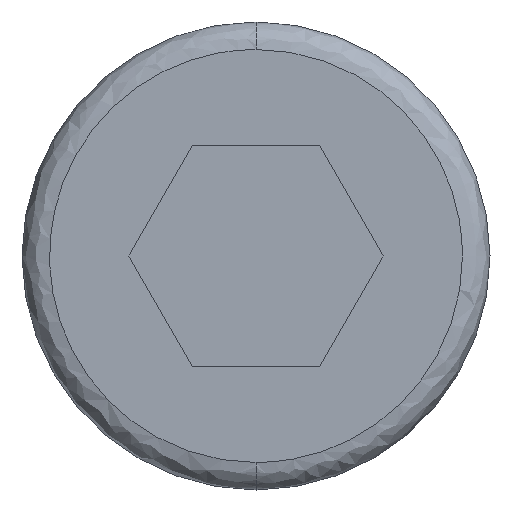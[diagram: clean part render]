
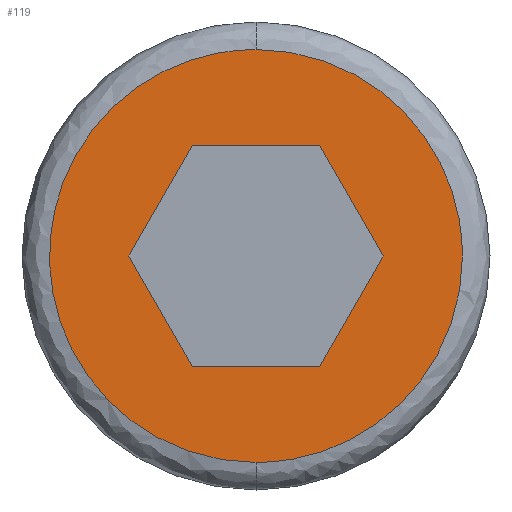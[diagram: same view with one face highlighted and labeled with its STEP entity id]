
A CAD part, front view. The second image highlights one B-rep face of the part: STEP entity #119.
In plain terms, the highlighted planar face has unit normal (0, -1, 0).
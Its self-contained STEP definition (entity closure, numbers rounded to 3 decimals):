
#10 = DIRECTION ( 'NONE',  ( -0.5, 0., 0.866 ) ) ;
#16 = CARTESIAN_POINT ( 'NONE',  ( 3.75, -5., -2.197 ) ) ;
#22 = VECTOR ( 'NONE', #103, 1000. ) ;
#52 = ORIENTED_EDGE ( 'NONE', *, *, #515, .F. ) ;
#70 = VERTEX_POINT ( 'NONE', #208 ) ;
#80 = LINE ( 'NONE', #636, #22 ) ;
#87 = CARTESIAN_POINT ( 'NONE',  ( 0., -5., 3.75 ) ) ;
#88 = EDGE_CURVE ( 'NONE', #633, #265, #442, .T. ) ;
#90 = CARTESIAN_POINT ( 'NONE',  ( -2.309, -5., 0. ) ) ;
#92 = EDGE_LOOP ( 'NONE', ( #52, #372, #484 ) ) ;
#103 = DIRECTION ( 'NONE',  ( 1., 0., 0. ) ) ;
#115 =( BOUNDED_CURVE ( )  B_SPLINE_CURVE ( 3, ( #481, #16, #248, #544 ),
 .UNSPECIFIED., .F., .F. ) 
 B_SPLINE_CURVE_WITH_KNOTS ( ( 4, 4 ),
 ( 0., 0.333 ),
 .UNSPECIFIED. ) 
 CURVE ( )  GEOMETRIC_REPRESENTATION_ITEM ( )  RATIONAL_B_SPLINE_CURVE ( ( 1., 0.805, 0.805, 1. ) ) 
 REPRESENTATION_ITEM ( '' )  );
#119 = ADVANCED_FACE ( 'NONE', ( #162, #567 ), #491, .T. ) ;
#120 = ORIENTED_EDGE ( 'NONE', *, *, #378, .T. ) ;
#133 = DIRECTION ( 'NONE',  ( 0.5, 0., -0.866 ) ) ;
#135 = DIRECTION ( 'NONE',  ( -1., 0., 0. ) ) ;
#146 = EDGE_LOOP ( 'NONE', ( #696, #120, #667, #274, #206, #196 ) ) ;
#150 = CARTESIAN_POINT ( 'NONE',  ( 0., -5., -3.75 ) ) ;
#162 = FACE_BOUND ( 'NONE', #146, .T. ) ;
#184 = DIRECTION ( 'NONE',  ( -0.5, 0., -0.866 ) ) ;
#185 = VECTOR ( 'NONE', #135, 1000. ) ;
#190 = CARTESIAN_POINT ( 'NONE',  ( 3.75, -5., 0. ) ) ;
#196 = ORIENTED_EDGE ( 'NONE', *, *, #657, .T. ) ;
#206 = ORIENTED_EDGE ( 'NONE', *, *, #88, .T. ) ;
#208 = CARTESIAN_POINT ( 'NONE',  ( 0., -5., -3.75 ) ) ;
#212 = CARTESIAN_POINT ( 'NONE',  ( -2.197, -5., 3.75 ) ) ;
#220 = VERTEX_POINT ( 'NONE', #522 ) ;
#225 = CARTESIAN_POINT ( 'NONE',  ( 0., -5., -2. ) ) ;
#248 = CARTESIAN_POINT ( 'NONE',  ( 2.197, -5., -3.75 ) ) ;
#260 = EDGE_CURVE ( 'NONE', #341, #669, #414, .T. ) ;
#263 = LINE ( 'NONE', #303, #505 ) ;
#265 = VERTEX_POINT ( 'NONE', #420 ) ;
#266 = DIRECTION ( 'NONE',  ( 0., -1., 0. ) ) ;
#273 = LINE ( 'NONE', #427, #613 ) ;
#274 = ORIENTED_EDGE ( 'NONE', *, *, #314, .T. ) ;
#282 = VECTOR ( 'NONE', #328, 1000. ) ;
#303 = CARTESIAN_POINT ( 'NONE',  ( 2.309, -5., 0. ) ) ;
#314 = EDGE_CURVE ( 'NONE', #669, #633, #273, .T. ) ;
#318 = CARTESIAN_POINT ( 'NONE',  ( 0., -5., 3.75 ) ) ;
#328 = DIRECTION ( 'NONE',  ( 0.5, 0., 0.866 ) ) ;
#341 = VERTEX_POINT ( 'NONE', #732 ) ;
#353 = EDGE_CURVE ( 'NONE', #220, #721, #694, .T. ) ;
#372 = ORIENTED_EDGE ( 'NONE', *, *, #589, .F. ) ;
#378 = EDGE_CURVE ( 'NONE', #721, #341, #263, .T. ) ;
#382 = CARTESIAN_POINT ( 'NONE',  ( 3.75, -5., 0. ) ) ;
#414 = LINE ( 'NONE', #225, #185 ) ;
#420 = CARTESIAN_POINT ( 'NONE',  ( -1.155, -5., 2. ) ) ;
#426 = VERTEX_POINT ( 'NONE', #190 ) ;
#427 = CARTESIAN_POINT ( 'NONE',  ( -1.155, -5., -2. ) ) ;
#432 = CARTESIAN_POINT ( 'NONE',  ( 3.75, -5., 2.197 ) ) ;
#438 = CARTESIAN_POINT ( 'NONE',  ( -2.309, -5., 0. ) ) ;
#442 = LINE ( 'NONE', #438, #282 ) ;
#457 =( BOUNDED_CURVE ( )  B_SPLINE_CURVE ( 3, ( #318, #617, #432, #382 ),
 .UNSPECIFIED., .F., .T. ) 
 B_SPLINE_CURVE_WITH_KNOTS ( ( 4, 4 ),
 ( 0., 1. ),
 .UNSPECIFIED. ) 
 CURVE ( )  GEOMETRIC_REPRESENTATION_ITEM ( )  RATIONAL_B_SPLINE_CURVE ( ( 1., 0.805, 0.805, 1. ) ) 
 REPRESENTATION_ITEM ( '' )  );
#464 = CARTESIAN_POINT ( 'NONE',  ( -1.155, -5., -2. ) ) ;
#481 = CARTESIAN_POINT ( 'NONE',  ( 3.75, -5., 0. ) ) ;
#483 = CARTESIAN_POINT ( 'NONE',  ( 2.309, -5., 0. ) ) ;
#484 = ORIENTED_EDGE ( 'NONE', *, *, #744, .F. ) ;
#491 = PLANE ( 'NONE',  #571 ) ;
#495 = DIRECTION ( 'NONE',  ( 0., 0., -1. ) ) ;
#496 = CARTESIAN_POINT ( 'NONE',  ( -3.75, -5., -2.197 ) ) ;
#497 =( BOUNDED_CURVE ( )  B_SPLINE_CURVE ( 3, ( #150, #562, #496, #632, #556, #212, #87 ),
 .UNSPECIFIED., .F., .T. ) 
 B_SPLINE_CURVE_WITH_KNOTS ( ( 4, 3, 4 ),
 ( 0.333, 0.667, 1. ),
 .UNSPECIFIED. ) 
 CURVE ( )  GEOMETRIC_REPRESENTATION_ITEM ( )  RATIONAL_B_SPLINE_CURVE ( ( 1., 0.805, 0.805, 1., 0.805, 0.805, 1. ) ) 
 REPRESENTATION_ITEM ( '' )  );
#505 = VECTOR ( 'NONE', #184, 1000. ) ;
#515 = EDGE_CURVE ( 'NONE', #516, #426, #457, .T. ) ;
#516 = VERTEX_POINT ( 'NONE', #545 ) ;
#522 = CARTESIAN_POINT ( 'NONE',  ( 1.155, -5., 2. ) ) ;
#544 = CARTESIAN_POINT ( 'NONE',  ( 0., -5., -3.75 ) ) ;
#545 = CARTESIAN_POINT ( 'NONE',  ( 0., -5., 3.75 ) ) ;
#556 = CARTESIAN_POINT ( 'NONE',  ( -3.75, -5., 2.197 ) ) ;
#562 = CARTESIAN_POINT ( 'NONE',  ( -2.197, -5., -3.75 ) ) ;
#567 = FACE_OUTER_BOUND ( 'NONE', #92, .T. ) ;
#571 = AXIS2_PLACEMENT_3D ( 'NONE', #681, #266, #495 ) ;
#589 = EDGE_CURVE ( 'NONE', #70, #516, #497, .T. ) ;
#613 = VECTOR ( 'NONE', #10, 1000. ) ;
#617 = CARTESIAN_POINT ( 'NONE',  ( 2.197, -5., 3.75 ) ) ;
#632 = CARTESIAN_POINT ( 'NONE',  ( -3.75, -5., 0. ) ) ;
#633 = VERTEX_POINT ( 'NONE', #90 ) ;
#636 = CARTESIAN_POINT ( 'NONE',  ( 0., -5., 2. ) ) ;
#657 = EDGE_CURVE ( 'NONE', #265, #220, #80, .T. ) ;
#664 = CARTESIAN_POINT ( 'NONE',  ( 1.155, -5., 2. ) ) ;
#667 = ORIENTED_EDGE ( 'NONE', *, *, #260, .T. ) ;
#669 = VERTEX_POINT ( 'NONE', #464 ) ;
#681 = CARTESIAN_POINT ( 'NONE',  ( 0., -5., 0. ) ) ;
#694 = LINE ( 'NONE', #664, #756 ) ;
#696 = ORIENTED_EDGE ( 'NONE', *, *, #353, .T. ) ;
#721 = VERTEX_POINT ( 'NONE', #483 ) ;
#732 = CARTESIAN_POINT ( 'NONE',  ( 1.155, -5., -2. ) ) ;
#744 = EDGE_CURVE ( 'NONE', #426, #70, #115, .T. ) ;
#756 = VECTOR ( 'NONE', #133, 1000. ) ;
